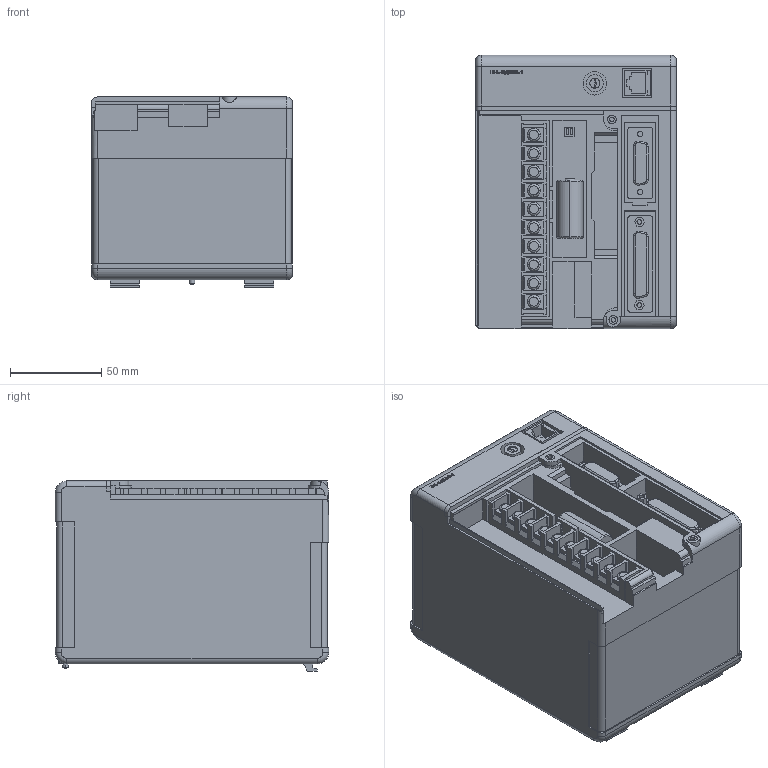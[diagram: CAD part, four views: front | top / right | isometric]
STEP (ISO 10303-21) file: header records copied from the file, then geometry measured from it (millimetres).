
FILE_DESCRIPTION (( 'STEP AP214' ), '1' );
FILE_NAME ('D4-450DC-1.step', '2014-09-23T18:04:46', ( '' ), ( '' ), 'SwSTEP 2.0', 'SolidWorks 2014', '' );
FILE_SCHEMA (( 'AUTOMOTIVE_DESIGN' ));
Length unit declared in the file: inch
Products named in the file (1): D4-450DC-1
Bounding box: 110.24 x 149.99 x 104.29 mm (x, y, z)
Volume: 1469641.2 mm3; surface area: 116382.5 mm2
Topology: 3 solids, 3 shells, 801 faces, 2100 edges, 1378 vertices
Faces by surface type: plane 609, cylinder 110, torus 41, bspline 37, cone 4
Entity records: 33644 total; most frequent: CARTESIAN_POINT 6852, ORIENTED_EDGE 4200, DIRECTION 3838, EDGE_CURVE 2100, VECTOR 1730, LINE 1730, VERTEX_POINT 1378, AXIS2_PLACEMENT_3D 1054
